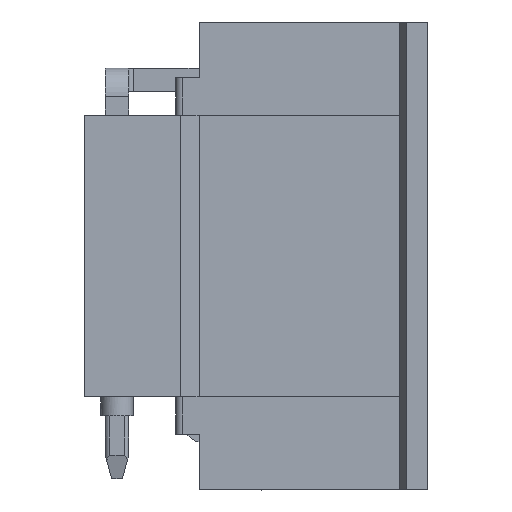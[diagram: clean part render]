
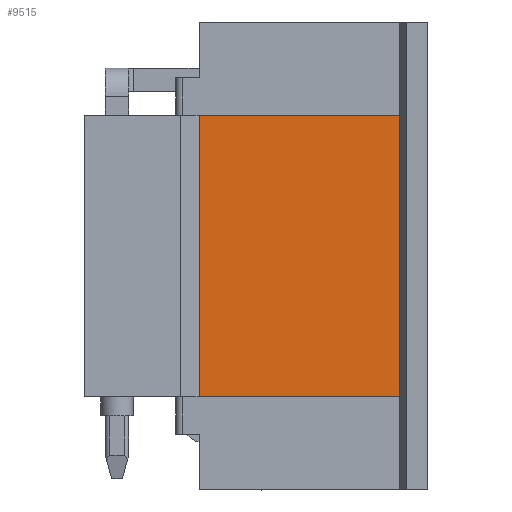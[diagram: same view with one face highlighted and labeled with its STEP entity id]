
A CAD part, front view. The second image highlights one B-rep face of the part: STEP entity #9515.
In plain terms, the highlighted planar face has unit normal (0, -1, 0).
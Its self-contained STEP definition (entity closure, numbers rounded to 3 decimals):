
#495 = FACE_OUTER_BOUND ( 'NONE', #2580, .T. ) ;
#693 = VECTOR ( 'NONE', #9598, 1000. ) ;
#789 = VECTOR ( 'NONE', #8273, 1000. ) ;
#815 = EDGE_CURVE ( 'NONE', #4932, #6725, #3420, .T. ) ;
#819 = CARTESIAN_POINT ( 'NONE',  ( 0., 96.85, 2.9 ) ) ;
#1045 = VECTOR ( 'NONE', #4042, 1000. ) ;
#1400 = VERTEX_POINT ( 'NONE', #5261 ) ;
#1924 = AXIS2_PLACEMENT_3D ( 'NONE', #819, #9761, #2934 ) ;
#2082 = ORIENTED_EDGE ( 'NONE', *, *, #815, .T. ) ;
#2580 = EDGE_LOOP ( 'NONE', ( #12348, #2082, #4197, #5133 ) ) ;
#2916 = LINE ( 'NONE', #10929, #1045 ) ;
#2934 = DIRECTION ( 'NONE',  ( 0., 0., 1. ) ) ;
#3420 = LINE ( 'NONE', #8228, #789 ) ;
#3522 = EDGE_CURVE ( 'NONE', #1400, #6845, #11206, .T. ) ;
#3931 = VECTOR ( 'NONE', #9979, 1000. ) ;
#4042 = DIRECTION ( 'NONE',  ( 0., 0., -1. ) ) ;
#4197 = ORIENTED_EDGE ( 'NONE', *, *, #6288, .T. ) ;
#4311 = CARTESIAN_POINT ( 'NONE',  ( -19.2, 96.85, 8.5 ) ) ;
#4617 = PLANE ( 'NONE',  #1924 ) ;
#4932 = VERTEX_POINT ( 'NONE', #4311 ) ;
#4943 = CARTESIAN_POINT ( 'NONE',  ( -27.75, 96.85, 8.5 ) ) ;
#5133 = ORIENTED_EDGE ( 'NONE', *, *, #3522, .F. ) ;
#5261 = CARTESIAN_POINT ( 'NONE',  ( -19.2, 96.85, -3.5 ) ) ;
#5437 = EDGE_CURVE ( 'NONE', #4932, #1400, #2916, .T. ) ;
#6288 = EDGE_CURVE ( 'NONE', #6725, #6845, #12434, .T. ) ;
#6725 = VERTEX_POINT ( 'NONE', #4943 ) ;
#6845 = VERTEX_POINT ( 'NONE', #11208 ) ;
#7659 = CARTESIAN_POINT ( 'NONE',  ( -19.45, 96.85, -3.5 ) ) ;
#8228 = CARTESIAN_POINT ( 'NONE',  ( -19.45, 96.85, 8.5 ) ) ;
#8273 = DIRECTION ( 'NONE',  ( -1., 0., 0. ) ) ;
#9515 = ADVANCED_FACE ( 'NONE', ( #495 ), #4617, .F. ) ;
#9598 = DIRECTION ( 'NONE',  ( -1., 0., 0. ) ) ;
#9761 = DIRECTION ( 'NONE',  ( 0., 1., 0. ) ) ;
#9979 = DIRECTION ( 'NONE',  ( 0., 0., -1. ) ) ;
#10929 = CARTESIAN_POINT ( 'NONE',  ( -19.2, 96.85, 2.9 ) ) ;
#11206 = LINE ( 'NONE', #7659, #693 ) ;
#11208 = CARTESIAN_POINT ( 'NONE',  ( -27.75, 96.85, -3.5 ) ) ;
#12064 = CARTESIAN_POINT ( 'NONE',  ( -27.75, 96.85, -0.4 ) ) ;
#12348 = ORIENTED_EDGE ( 'NONE', *, *, #5437, .F. ) ;
#12434 = LINE ( 'NONE', #12064, #3931 ) ;
